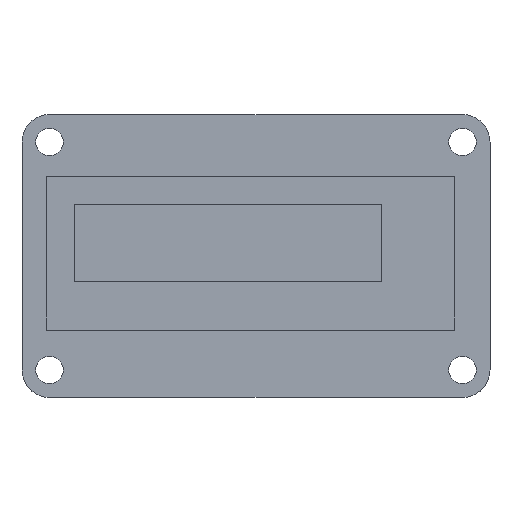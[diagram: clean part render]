
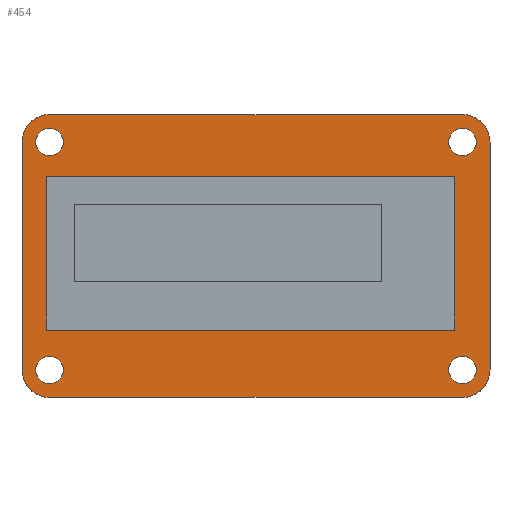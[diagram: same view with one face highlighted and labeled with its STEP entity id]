
A CAD part, top view. The second image highlights one B-rep face of the part: STEP entity #454.
In plain terms, the highlighted planar face has unit normal (0, 0, 1).
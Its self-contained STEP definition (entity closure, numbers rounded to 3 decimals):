
#16=CIRCLE('',#481,2.);
#24=CIRCLE('',#492,2.);
#25=CIRCLE('',#495,2.);
#26=CIRCLE('',#498,2.);
#27=CIRCLE('',#500,1.);
#28=CIRCLE('',#502,1.);
#29=CIRCLE('',#504,1.);
#30=CIRCLE('',#506,1.);
#44=FACE_BOUND('',#102,.T.);
#45=FACE_BOUND('',#103,.T.);
#46=FACE_BOUND('',#104,.T.);
#47=FACE_BOUND('',#105,.T.);
#48=FACE_BOUND('',#106,.T.);
#72=FACE_OUTER_BOUND('',#101,.T.);
#101=EDGE_LOOP('',(#399,#400,#401,#402,#403,#404,#405,#406));
#102=EDGE_LOOP('',(#407,#408,#409,#410));
#103=EDGE_LOOP('',(#411));
#104=EDGE_LOOP('',(#412));
#105=EDGE_LOOP('',(#413));
#106=EDGE_LOOP('',(#414));
#119=LINE('',#664,#163);
#123=LINE('',#672,#167);
#126=LINE('',#678,#170);
#129=LINE('',#683,#173);
#135=LINE('',#700,#179);
#141=LINE('',#728,#185);
#144=LINE('',#736,#188);
#150=LINE('',#758,#194);
#163=VECTOR('',#535,10.);
#167=VECTOR('',#541,10.);
#170=VECTOR('',#546,10.);
#173=VECTOR('',#551,10.);
#179=VECTOR('',#567,10.);
#185=VECTOR('',#595,10.);
#188=VECTOR('',#604,10.);
#194=VECTOR('',#632,10.);
#203=VERTEX_POINT('',#662);
#204=VERTEX_POINT('',#663);
#207=VERTEX_POINT('',#671);
#209=VERTEX_POINT('',#677);
#213=VERTEX_POINT('',#690);
#214=VERTEX_POINT('',#692);
#216=VERTEX_POINT('',#698);
#226=VERTEX_POINT('',#722);
#227=VERTEX_POINT('',#726);
#228=VERTEX_POINT('',#730);
#229=VERTEX_POINT('',#734);
#230=VERTEX_POINT('',#738);
#231=VERTEX_POINT('',#742);
#232=VERTEX_POINT('',#746);
#233=VERTEX_POINT('',#750);
#234=VERTEX_POINT('',#754);
#247=EDGE_CURVE('',#203,#204,#119,.T.);
#251=EDGE_CURVE('',#204,#207,#123,.T.);
#254=EDGE_CURVE('',#207,#209,#126,.T.);
#257=EDGE_CURVE('',#209,#203,#129,.T.);
#261=EDGE_CURVE('',#213,#214,#16,.T.);
#265=EDGE_CURVE('',#213,#216,#135,.T.);
#277=EDGE_CURVE('',#226,#216,#24,.T.);
#279=EDGE_CURVE('',#226,#227,#141,.T.);
#281=EDGE_CURVE('',#228,#227,#25,.T.);
#283=EDGE_CURVE('',#228,#229,#144,.T.);
#285=EDGE_CURVE('',#230,#229,#26,.T.);
#287=EDGE_CURVE('',#231,#231,#27,.T.);
#289=EDGE_CURVE('',#232,#232,#28,.T.);
#291=EDGE_CURVE('',#233,#233,#29,.T.);
#293=EDGE_CURVE('',#234,#234,#30,.T.);
#294=EDGE_CURVE('',#230,#214,#150,.T.);
#399=ORIENTED_EDGE('',*,*,#261,.F.);
#400=ORIENTED_EDGE('',*,*,#265,.T.);
#401=ORIENTED_EDGE('',*,*,#277,.F.);
#402=ORIENTED_EDGE('',*,*,#279,.T.);
#403=ORIENTED_EDGE('',*,*,#281,.F.);
#404=ORIENTED_EDGE('',*,*,#283,.T.);
#405=ORIENTED_EDGE('',*,*,#285,.F.);
#406=ORIENTED_EDGE('',*,*,#294,.T.);
#407=ORIENTED_EDGE('',*,*,#247,.T.);
#408=ORIENTED_EDGE('',*,*,#251,.T.);
#409=ORIENTED_EDGE('',*,*,#254,.T.);
#410=ORIENTED_EDGE('',*,*,#257,.T.);
#411=ORIENTED_EDGE('',*,*,#293,.T.);
#412=ORIENTED_EDGE('',*,*,#291,.T.);
#413=ORIENTED_EDGE('',*,*,#289,.T.);
#414=ORIENTED_EDGE('',*,*,#287,.T.);
#430=PLANE('',#508);
#454=ADVANCED_FACE('',(#72,#44,#45,#46,#47,#48),#430,.T.);
#481=AXIS2_PLACEMENT_3D('',#693,#560,#561);
#492=AXIS2_PLACEMENT_3D('',#724,#590,#591);
#495=AXIS2_PLACEMENT_3D('',#732,#599,#600);
#498=AXIS2_PLACEMENT_3D('',#740,#608,#609);
#500=AXIS2_PLACEMENT_3D('',#744,#613,#614);
#502=AXIS2_PLACEMENT_3D('',#748,#618,#619);
#504=AXIS2_PLACEMENT_3D('',#752,#623,#624);
#506=AXIS2_PLACEMENT_3D('',#756,#628,#629);
#508=AXIS2_PLACEMENT_3D('',#759,#633,#634);
#535=DIRECTION('',(0.,1.,0.));
#541=DIRECTION('',(1.,0.,0.));
#546=DIRECTION('',(0.,-1.,0.));
#551=DIRECTION('',(-1.,0.,0.));
#560=DIRECTION('center_axis',(0.,0.,-1.));
#561=DIRECTION('ref_axis',(0.707,-0.707,0.));
#567=DIRECTION('',(0.,1.,0.));
#590=DIRECTION('center_axis',(0.,0.,-1.));
#591=DIRECTION('ref_axis',(0.707,0.707,0.));
#595=DIRECTION('',(-1.,0.,0.));
#599=DIRECTION('center_axis',(0.,0.,-1.));
#600=DIRECTION('ref_axis',(-0.707,0.707,0.));
#604=DIRECTION('',(0.,-1.,0.));
#608=DIRECTION('center_axis',(0.,0.,-1.));
#609=DIRECTION('ref_axis',(-0.707,-0.707,0.));
#613=DIRECTION('center_axis',(0.,0.,-1.));
#614=DIRECTION('ref_axis',(1.,0.,0.));
#618=DIRECTION('center_axis',(0.,0.,-1.));
#619=DIRECTION('ref_axis',(1.,0.,0.));
#623=DIRECTION('center_axis',(0.,0.,-1.));
#624=DIRECTION('ref_axis',(1.,0.,0.));
#628=DIRECTION('center_axis',(0.,0.,-1.));
#629=DIRECTION('ref_axis',(1.,0.,0.));
#632=DIRECTION('',(1.,0.,0.));
#633=DIRECTION('center_axis',(0.,0.,1.));
#634=DIRECTION('ref_axis',(1.,0.,0.));
#662=CARTESIAN_POINT('',(1.778,4.898,0.));
#663=CARTESIAN_POINT('',(1.778,16.074,0.));
#664=CARTESIAN_POINT('',(1.778,13.181,0.));
#671=CARTESIAN_POINT('',(31.478,16.074,0.));
#672=CARTESIAN_POINT('',(24.248,16.074,0.));
#677=CARTESIAN_POINT('',(31.478,4.898,0.));
#678=CARTESIAN_POINT('',(31.478,7.593,0.));
#683=CARTESIAN_POINT('',(9.398,4.898,0.));
#690=CARTESIAN_POINT('',(34.036,2.,0.));
#692=CARTESIAN_POINT('',(32.036,0.,0.));
#693=CARTESIAN_POINT('Origin',(32.036,2.,0.));
#698=CARTESIAN_POINT('',(34.036,18.574,0.));
#700=CARTESIAN_POINT('',(34.036,0.,0.));
#722=CARTESIAN_POINT('',(32.036,20.574,0.));
#724=CARTESIAN_POINT('Origin',(32.036,18.574,0.));
#726=CARTESIAN_POINT('',(2.,20.574,0.));
#728=CARTESIAN_POINT('',(34.036,20.574,0.));
#730=CARTESIAN_POINT('',(0.,18.574,0.));
#732=CARTESIAN_POINT('Origin',(2.,18.574,0.));
#734=CARTESIAN_POINT('',(0.,2.,0.));
#736=CARTESIAN_POINT('',(0.,20.574,0.));
#738=CARTESIAN_POINT('',(2.,0.,0.));
#740=CARTESIAN_POINT('Origin',(2.,2.,0.));
#742=CARTESIAN_POINT('',(31.036,2.,0.));
#744=CARTESIAN_POINT('Origin',(32.036,2.,0.));
#746=CARTESIAN_POINT('',(1.,18.574,0.));
#748=CARTESIAN_POINT('Origin',(2.,18.574,0.));
#750=CARTESIAN_POINT('',(31.036,18.574,0.));
#752=CARTESIAN_POINT('Origin',(32.036,18.574,0.));
#754=CARTESIAN_POINT('',(1.,2.,0.));
#756=CARTESIAN_POINT('Origin',(2.,2.,0.));
#758=CARTESIAN_POINT('',(0.,0.,0.));
#759=CARTESIAN_POINT('Origin',(17.018,10.287,0.));
